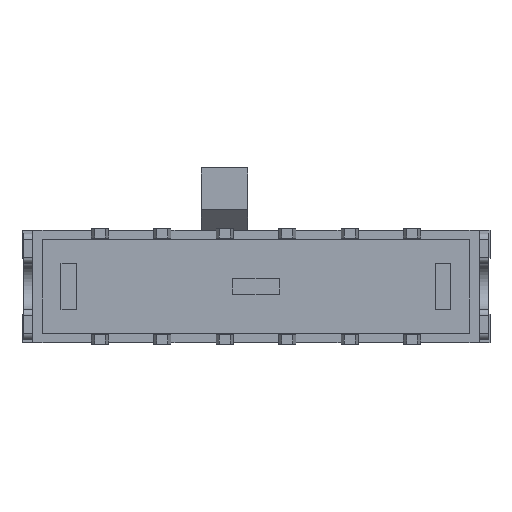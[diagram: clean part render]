
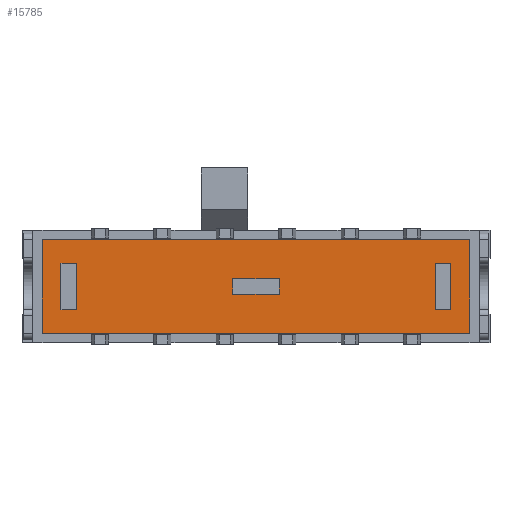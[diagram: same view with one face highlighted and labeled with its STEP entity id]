
A CAD part, front view. The second image highlights one B-rep face of the part: STEP entity #15785.
In plain terms, the highlighted planar face has unit normal (0, -1, 0).
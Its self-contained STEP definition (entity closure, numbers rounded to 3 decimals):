
#173 = CARTESIAN_POINT ( 'NONE',  ( -0.75, 0., 0.25 ) ) ;
#403 = CARTESIAN_POINT ( 'NONE',  ( -0.75, 0., -0.25 ) ) ;
#790 = VERTEX_POINT ( 'NONE', #960 ) ;
#960 = CARTESIAN_POINT ( 'NONE',  ( 5.75, 0., 0.75 ) ) ;
#1159 = EDGE_CURVE ( 'NONE', #17700, #6598, #4155, .T. ) ;
#1186 = LINE ( 'NONE', #14339, #9123 ) ;
#1206 = CARTESIAN_POINT ( 'NONE',  ( -5.75, 0., 0.75 ) ) ;
#1315 = VECTOR ( 'NONE', #18553, 1000. ) ;
#1565 = LINE ( 'NONE', #5003, #1315 ) ;
#1671 = ORIENTED_EDGE ( 'NONE', *, *, #13064, .T. ) ;
#1739 = LINE ( 'NONE', #18500, #6736 ) ;
#1742 = PLANE ( 'NONE',  #13918 ) ;
#1904 = EDGE_LOOP ( 'NONE', ( #19386, #11448, #10168, #11772 ) ) ;
#1908 = VERTEX_POINT ( 'NONE', #1206 ) ;
#1974 = VECTOR ( 'NONE', #18035, 1000. ) ;
#2619 = LINE ( 'NONE', #16408, #4300 ) ;
#2712 = CARTESIAN_POINT ( 'NONE',  ( 6.85, 0., -1.5 ) ) ;
#2799 = CARTESIAN_POINT ( 'NONE',  ( 5.75, 0., 0.75 ) ) ;
#2810 = ORIENTED_EDGE ( 'NONE', *, *, #16591, .F. ) ;
#2844 = DIRECTION ( 'NONE',  ( 1., 0., 0. ) ) ;
#3078 = DIRECTION ( 'NONE',  ( 1., 0., 0. ) ) ;
#3186 = FACE_OUTER_BOUND ( 'NONE', #9166, .T. ) ;
#3244 = ORIENTED_EDGE ( 'NONE', *, *, #13352, .T. ) ;
#3297 = ORIENTED_EDGE ( 'NONE', *, *, #7527, .F. ) ;
#3596 = VECTOR ( 'NONE', #16663, 1000. ) ;
#3675 = CARTESIAN_POINT ( 'NONE',  ( 0.75, 0., 0.25 ) ) ;
#3796 = EDGE_CURVE ( 'NONE', #15152, #1908, #4585, .T. ) ;
#4142 = EDGE_CURVE ( 'NONE', #1908, #17700, #1739, .T. ) ;
#4155 = LINE ( 'NONE', #7589, #12616 ) ;
#4300 = VECTOR ( 'NONE', #2844, 1000. ) ;
#4585 = LINE ( 'NONE', #4690, #4757 ) ;
#4690 = CARTESIAN_POINT ( 'NONE',  ( -6.25, 0., 0.75 ) ) ;
#4706 = ORIENTED_EDGE ( 'NONE', *, *, #1159, .T. ) ;
#4757 = VECTOR ( 'NONE', #16584, 1000. ) ;
#4968 = LINE ( 'NONE', #11758, #13435 ) ;
#5003 = CARTESIAN_POINT ( 'NONE',  ( 5.75, 0., -0.75 ) ) ;
#5294 = FACE_BOUND ( 'NONE', #1904, .T. ) ;
#5552 = VECTOR ( 'NONE', #11129, 1000. ) ;
#5713 = VERTEX_POINT ( 'NONE', #12282 ) ;
#6016 = VERTEX_POINT ( 'NONE', #20328 ) ;
#6017 = ORIENTED_EDGE ( 'NONE', *, *, #4142, .T. ) ;
#6598 = VERTEX_POINT ( 'NONE', #21188 ) ;
#6727 = LINE ( 'NONE', #15187, #16874 ) ;
#6735 = CARTESIAN_POINT ( 'NONE',  ( -7.15, 0., -1.8 ) ) ;
#6736 = VECTOR ( 'NONE', #20044, 1000. ) ;
#6780 = EDGE_CURVE ( 'NONE', #12221, #8759, #11161, .T. ) ;
#6821 = CARTESIAN_POINT ( 'NONE',  ( -0.75, 0., -0.25 ) ) ;
#7093 = EDGE_LOOP ( 'NONE', ( #18789, #6017, #4706, #3244 ) ) ;
#7189 = CARTESIAN_POINT ( 'NONE',  ( 6.85, 0., -1.5 ) ) ;
#7527 = EDGE_CURVE ( 'NONE', #16317, #21586, #2619, .T. ) ;
#7589 = CARTESIAN_POINT ( 'NONE',  ( -5.75, 0., -0.75 ) ) ;
#8512 = DIRECTION ( 'NONE',  ( -1., 0., 0. ) ) ;
#8532 = DIRECTION ( 'NONE',  ( -1., 0., 0. ) ) ;
#8759 = VERTEX_POINT ( 'NONE', #19753 ) ;
#8910 = DIRECTION ( 'NONE',  ( 0., 0., -1. ) ) ;
#9123 = VECTOR ( 'NONE', #11517, 1000. ) ;
#9162 = ORIENTED_EDGE ( 'NONE', *, *, #12502, .T. ) ;
#9166 = EDGE_LOOP ( 'NONE', ( #20498, #2810, #3297, #16598 ) ) ;
#9498 = DIRECTION ( 'NONE',  ( -1., 0., 0. ) ) ;
#9504 = CARTESIAN_POINT ( 'NONE',  ( -6.25, 0., 0.75 ) ) ;
#9651 = EDGE_CURVE ( 'NONE', #8759, #16317, #10683, .T. ) ;
#9684 = VECTOR ( 'NONE', #9498, 1000. ) ;
#9887 = CARTESIAN_POINT ( 'NONE',  ( 0.75, 0., 0.25 ) ) ;
#9918 = VECTOR ( 'NONE', #20659, 1000. ) ;
#10168 = ORIENTED_EDGE ( 'NONE', *, *, #18883, .T. ) ;
#10683 = LINE ( 'NONE', #15681, #9918 ) ;
#10692 = VERTEX_POINT ( 'NONE', #10877 ) ;
#10877 = CARTESIAN_POINT ( 'NONE',  ( 0.75, 0., -0.25 ) ) ;
#10893 = CARTESIAN_POINT ( 'NONE',  ( 6.25, 0., 0.75 ) ) ;
#11129 = DIRECTION ( 'NONE',  ( 1., 0., 0. ) ) ;
#11161 = LINE ( 'NONE', #2712, #9684 ) ;
#11448 = ORIENTED_EDGE ( 'NONE', *, *, #15378, .T. ) ;
#11517 = DIRECTION ( 'NONE',  ( 0., 0., 1. ) ) ;
#11613 = CARTESIAN_POINT ( 'NONE',  ( 6.85, 0., 1.5 ) ) ;
#11758 = CARTESIAN_POINT ( 'NONE',  ( 0.75, 0., -0.25 ) ) ;
#11772 = ORIENTED_EDGE ( 'NONE', *, *, #21247, .T. ) ;
#12221 = VERTEX_POINT ( 'NONE', #7189 ) ;
#12282 = CARTESIAN_POINT ( 'NONE',  ( 5.75, 0., -0.75 ) ) ;
#12502 = EDGE_CURVE ( 'NONE', #14716, #5713, #6727, .T. ) ;
#12607 = DIRECTION ( 'NONE',  ( -1., 0., 0. ) ) ;
#12616 = VECTOR ( 'NONE', #12607, 1000. ) ;
#12663 = CARTESIAN_POINT ( 'NONE',  ( -5.75, 0., -0.75 ) ) ;
#12750 = EDGE_CURVE ( 'NONE', #15331, #14716, #14847, .T. ) ;
#12948 = VECTOR ( 'NONE', #17176, 1000. ) ;
#13064 = EDGE_CURVE ( 'NONE', #790, #15331, #19458, .T. ) ;
#13352 = EDGE_CURVE ( 'NONE', #6598, #15152, #1186, .T. ) ;
#13435 = VECTOR ( 'NONE', #8532, 1000. ) ;
#13513 = VECTOR ( 'NONE', #3078, 1000. ) ;
#13525 = DIRECTION ( 'NONE',  ( 0., -1., 0. ) ) ;
#13780 = ORIENTED_EDGE ( 'NONE', *, *, #14140, .T. ) ;
#13918 = AXIS2_PLACEMENT_3D ( 'NONE', #6735, #13525, #17073 ) ;
#14140 = EDGE_CURVE ( 'NONE', #5713, #790, #1565, .T. ) ;
#14339 = CARTESIAN_POINT ( 'NONE',  ( -6.25, 0., -0.75 ) ) ;
#14716 = VERTEX_POINT ( 'NONE', #17849 ) ;
#14847 = LINE ( 'NONE', #19589, #1974 ) ;
#14950 = EDGE_CURVE ( 'NONE', #6016, #20481, #20045, .T. ) ;
#15076 = FACE_BOUND ( 'NONE', #7093, .T. ) ;
#15152 = VERTEX_POINT ( 'NONE', #9504 ) ;
#15187 = CARTESIAN_POINT ( 'NONE',  ( 6.25, 0., -0.75 ) ) ;
#15228 = VERTEX_POINT ( 'NONE', #6821 ) ;
#15331 = VERTEX_POINT ( 'NONE', #10893 ) ;
#15378 = EDGE_CURVE ( 'NONE', #20481, #10692, #21760, .T. ) ;
#15681 = CARTESIAN_POINT ( 'NONE',  ( -6.85, 0., -1.5 ) ) ;
#15785 = ADVANCED_FACE ( 'NONE', ( #20496, #5294, #15076, #3186 ), #1742, .T. ) ;
#16042 = CARTESIAN_POINT ( 'NONE',  ( -6.85, 0., 1.5 ) ) ;
#16317 = VERTEX_POINT ( 'NONE', #16042 ) ;
#16408 = CARTESIAN_POINT ( 'NONE',  ( -6.85, 0., 1.5 ) ) ;
#16584 = DIRECTION ( 'NONE',  ( 1., 0., 0. ) ) ;
#16591 = EDGE_CURVE ( 'NONE', #21586, #12221, #20886, .T. ) ;
#16598 = ORIENTED_EDGE ( 'NONE', *, *, #9651, .F. ) ;
#16663 = DIRECTION ( 'NONE',  ( 0., 0., -1. ) ) ;
#16874 = VECTOR ( 'NONE', #8512, 1000. ) ;
#17073 = DIRECTION ( 'NONE',  ( 0., 0., -1. ) ) ;
#17176 = DIRECTION ( 'NONE',  ( 0., 0., 1. ) ) ;
#17700 = VERTEX_POINT ( 'NONE', #12663 ) ;
#17835 = EDGE_LOOP ( 'NONE', ( #13780, #1671, #21438, #9162 ) ) ;
#17849 = CARTESIAN_POINT ( 'NONE',  ( 6.25, 0., -0.75 ) ) ;
#18035 = DIRECTION ( 'NONE',  ( 0., 0., -1. ) ) ;
#18500 = CARTESIAN_POINT ( 'NONE',  ( -5.75, 0., 0.75 ) ) ;
#18553 = DIRECTION ( 'NONE',  ( 0., 0., 1. ) ) ;
#18789 = ORIENTED_EDGE ( 'NONE', *, *, #3796, .T. ) ;
#18883 = EDGE_CURVE ( 'NONE', #10692, #15228, #4968, .T. ) ;
#19262 = LINE ( 'NONE', #403, #12948 ) ;
#19386 = ORIENTED_EDGE ( 'NONE', *, *, #14950, .T. ) ;
#19458 = LINE ( 'NONE', #2799, #5552 ) ;
#19589 = CARTESIAN_POINT ( 'NONE',  ( 6.25, 0., 0.75 ) ) ;
#19753 = CARTESIAN_POINT ( 'NONE',  ( -6.85, 0., -1.5 ) ) ;
#20044 = DIRECTION ( 'NONE',  ( 0., 0., -1. ) ) ;
#20045 = LINE ( 'NONE', #173, #13513 ) ;
#20192 = VECTOR ( 'NONE', #8910, 1000. ) ;
#20328 = CARTESIAN_POINT ( 'NONE',  ( -0.75, 0., 0.25 ) ) ;
#20481 = VERTEX_POINT ( 'NONE', #3675 ) ;
#20496 = FACE_BOUND ( 'NONE', #17835, .T. ) ;
#20498 = ORIENTED_EDGE ( 'NONE', *, *, #6780, .F. ) ;
#20659 = DIRECTION ( 'NONE',  ( 0., 0., 1. ) ) ;
#20777 = CARTESIAN_POINT ( 'NONE',  ( 6.85, 0., 1.5 ) ) ;
#20886 = LINE ( 'NONE', #20777, #20192 ) ;
#21188 = CARTESIAN_POINT ( 'NONE',  ( -6.25, 0., -0.75 ) ) ;
#21247 = EDGE_CURVE ( 'NONE', #15228, #6016, #19262, .T. ) ;
#21438 = ORIENTED_EDGE ( 'NONE', *, *, #12750, .T. ) ;
#21586 = VERTEX_POINT ( 'NONE', #11613 ) ;
#21760 = LINE ( 'NONE', #9887, #3596 ) ;
